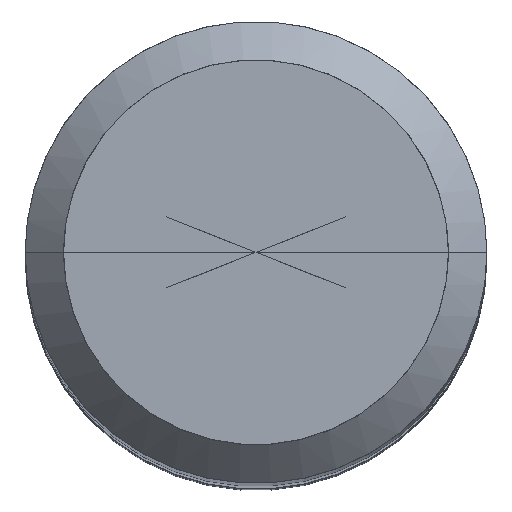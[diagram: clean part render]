
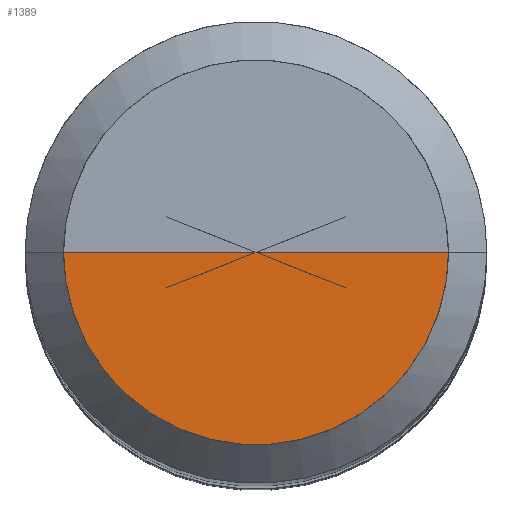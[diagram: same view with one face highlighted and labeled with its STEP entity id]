
A CAD part, top view. The second image highlights one B-rep face of the part: STEP entity #1389.
In plain terms, the highlighted free-form (B-spline) face has degree [1, 2] with [2, 5] control points.
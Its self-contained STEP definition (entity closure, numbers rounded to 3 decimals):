
#907=CARTESIAN_POINT('',(5.0,0.0,46.0));
#911=CARTESIAN_POINT('',(-5.0,0.0,46.0));
#912=CARTESIAN_POINT('',(0.0,0.0,46.0));
#928=CARTESIAN_POINT('',(-5.0,-5.0,46.0));
#929=CARTESIAN_POINT('',(0.0,-5.0,46.0));
#930=CARTESIAN_POINT('',(5.0,-5.0,46.0));
#1374=(
BOUNDED_SURFACE()
B_SPLINE_SURFACE(1,2,(
(#911,#928,#929,#930,#907),
(#912,#912,#912,#912,#912)
), .UNSPECIFIED.,.F.,.F.,.F.)
B_SPLINE_SURFACE_WITH_KNOTS((2,2),(3,2,3),(
0.0,1.0),(
0.0,0.5,1.0), .UNSPECIFIED.)
GEOMETRIC_REPRESENTATION_ITEM()
RATIONAL_B_SPLINE_SURFACE(((1.0,0.707,1.0,0.707,1.0),
(1.0,0.707,1.0,0.707,1.0)
))
REPRESENTATION_ITEM('')
SURFACE()
);
#1375=(
BOUNDED_CURVE()
B_SPLINE_CURVE(2,(#907,#930,#929,#928,#911),.UNSPECIFIED.,.F.,.F.)
B_SPLINE_CURVE_WITH_KNOTS((3,2,3),
(0.0,0.5,1.0),.UNSPECIFIED.)
CURVE()
GEOMETRIC_REPRESENTATION_ITEM()
RATIONAL_B_SPLINE_CURVE((1.0,0.707,1.0,0.707,1.0))
REPRESENTATION_ITEM('')
);
#1376=(
BOUNDED_CURVE()
B_SPLINE_CURVE(1,(#911,#912),.UNSPECIFIED.,.F.,.F.)
B_SPLINE_CURVE_WITH_KNOTS((2,2),
(0.0,1.0),.UNSPECIFIED.)
CURVE()
GEOMETRIC_REPRESENTATION_ITEM()
RATIONAL_B_SPLINE_CURVE((1.0,1.0))
REPRESENTATION_ITEM('')
);
#1377=(
BOUNDED_CURVE()
B_SPLINE_CURVE(1,(#912,#907),.UNSPECIFIED.,.F.,.F.)
B_SPLINE_CURVE_WITH_KNOTS((2,2),
(0.0,1.0),.UNSPECIFIED.)
CURVE()
GEOMETRIC_REPRESENTATION_ITEM()
RATIONAL_B_SPLINE_CURVE((1.0,1.0))
REPRESENTATION_ITEM('')
);
#1378=VERTEX_POINT('',#907);
#1379=VERTEX_POINT('',#911);
#1380=VERTEX_POINT('',#912);
#1381=EDGE_CURVE('',#1378,#1379,#1375,.T.);
#1382=EDGE_CURVE('',#1379,#1380,#1376,.T.);
#1383=EDGE_CURVE('',#1380,#1378,#1377,.T.);
#1384=ORIENTED_EDGE('',*,*,#1381,.T.);
#1385=ORIENTED_EDGE('',*,*,#1382,.T.);
#1386=ORIENTED_EDGE('',*,*,#1383,.T.);
#1387=EDGE_LOOP('',(#1384,#1385,#1386));
#1388=FACE_OUTER_BOUND('',#1387,.T.);
#1389=ADVANCED_FACE('',(#1388),#1374,.T.);
